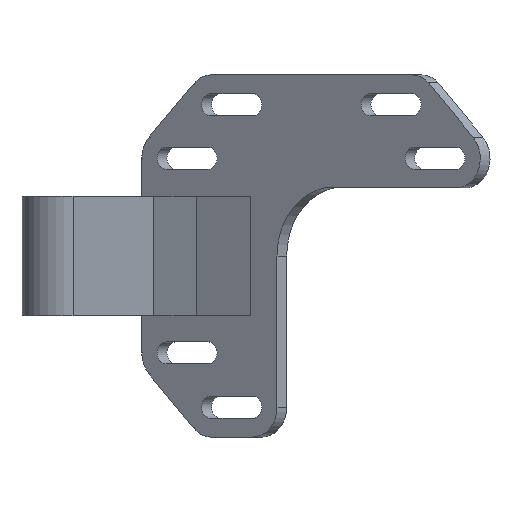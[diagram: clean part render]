
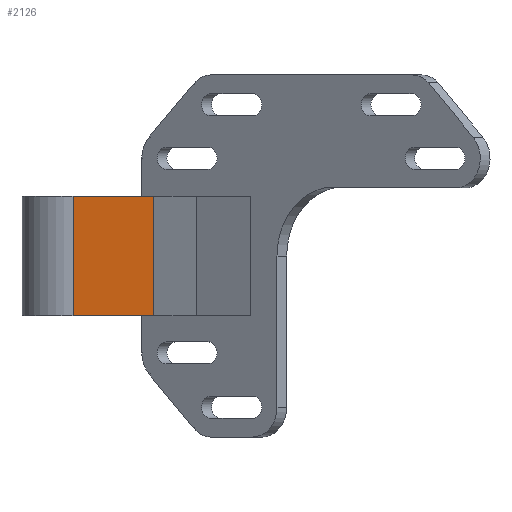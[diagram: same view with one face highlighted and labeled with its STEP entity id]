
A CAD part, front view. The second image highlights one B-rep face of the part: STEP entity #2126.
In plain terms, the highlighted planar face has unit normal (-0.156, -0.988, 0).
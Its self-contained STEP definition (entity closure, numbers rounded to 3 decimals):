
#80=PLANE('',#2286);
#164=FACE_OUTER_BOUND('',#286,.T.);
#286=EDGE_LOOP('',(#1759,#1760,#1761,#1762));
#362=LINE('',#3047,#582);
#385=LINE('',#3098,#605);
#476=LINE('',#3361,#696);
#481=LINE('',#3370,#701);
#582=VECTOR('',#2420,10.);
#605=VECTOR('',#2451,10.);
#696=VECTOR('',#2726,10.);
#701=VECTOR('',#2739,10.);
#897=VERTEX_POINT('',#3044);
#898=VERTEX_POINT('',#3046);
#921=VERTEX_POINT('',#3095);
#922=VERTEX_POINT('',#3097);
#1110=EDGE_CURVE('',#898,#897,#362,.T.);
#1136=EDGE_CURVE('',#922,#921,#385,.T.);
#1268=EDGE_CURVE('',#898,#921,#476,.T.);
#1273=EDGE_CURVE('',#897,#922,#481,.T.);
#1759=ORIENTED_EDGE('',*,*,#1273,.T.);
#1760=ORIENTED_EDGE('',*,*,#1136,.T.);
#1761=ORIENTED_EDGE('',*,*,#1268,.F.);
#1762=ORIENTED_EDGE('',*,*,#1110,.T.);
#2126=ADVANCED_FACE('',(#164),#80,.F.);
#2286=AXIS2_PLACEMENT_3D('',#3369,#2737,#2738);
#2420=DIRECTION('',(-0.988,0.156,0.));
#2451=DIRECTION('',(0.988,-0.156,0.));
#2726=DIRECTION('',(0.,0.,-1.));
#2737=DIRECTION('center_axis',(0.156,0.988,0.));
#2738=DIRECTION('ref_axis',(-0.988,0.156,0.));
#2739=DIRECTION('',(0.,0.,-1.));
#3044=CARTESIAN_POINT('',(-37.,-11.,7.));
#3046=CARTESIAN_POINT('',(-27.5,-12.5,7.));
#3047=CARTESIAN_POINT('',(-37.,-11.,7.));
#3095=CARTESIAN_POINT('',(-27.5,-12.5,-7.));
#3097=CARTESIAN_POINT('',(-37.,-11.,-7.));
#3098=CARTESIAN_POINT('',(-37.,-11.,-7.));
#3361=CARTESIAN_POINT('',(-27.5,-12.5,0.));
#3369=CARTESIAN_POINT('Origin',(-27.5,-12.5,0.));
#3370=CARTESIAN_POINT('',(-37.,-11.,0.));
